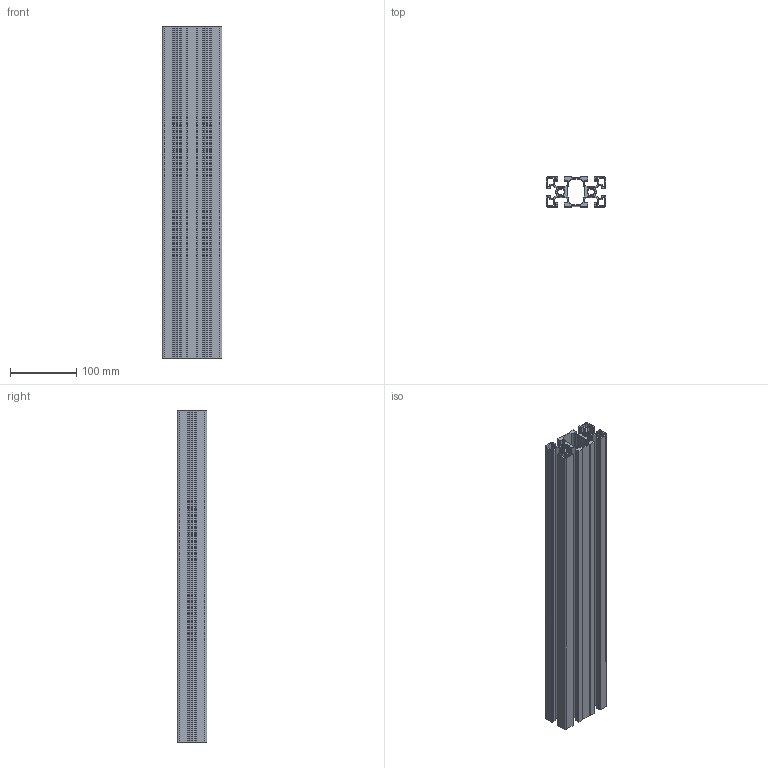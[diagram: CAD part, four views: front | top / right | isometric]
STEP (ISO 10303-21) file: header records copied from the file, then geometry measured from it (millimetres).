
FILE_DESCRIPTION (( 'STEP AP203' ), '1' );
FILE_NAME ('10 45X90.STEP', '2012-06-01T06:44:08', ( 'alle' ), ( 'Hewlett-Packard Company' ), 'SwSTEP 2.0', 'SolidWorks 2011', '' );
FILE_SCHEMA (( 'CONFIG_CONTROL_DESIGN' ));
Length unit declared in the file: millimetre
Products named in the file (1): M ATP B10 4590L
Bounding box: 90 x 45 x 500 mm (x, y, z)
Volume: 564465.4 mm3; surface area: 472810.9 mm2
Topology: 1 solids, 1 shells, 439 faces, 1311 edges, 874 vertices
Faces by surface type: cylinder 273, plane 166
Entity records: 15096 total; most frequent: DIRECTION 2737, CARTESIAN_POINT 2625, ORIENTED_EDGE 2622, EDGE_CURVE 1311, AXIS2_PLACEMENT_3D 986, VERTEX_POINT 874, VECTOR 765, LINE 765
